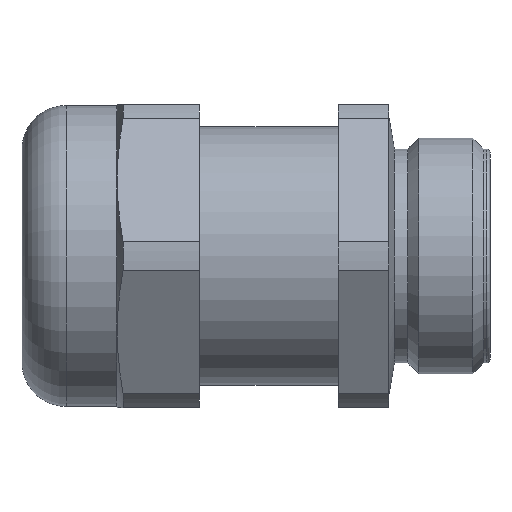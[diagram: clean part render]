
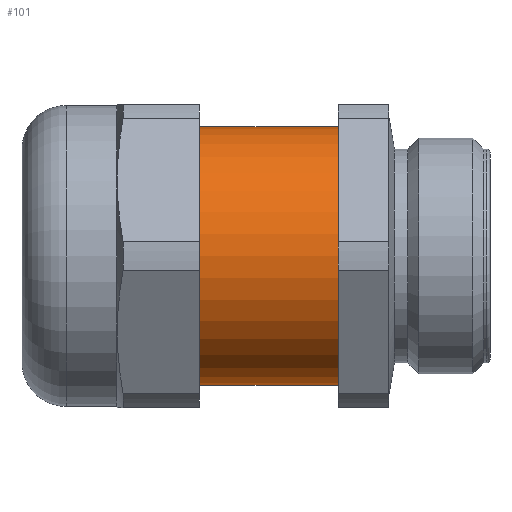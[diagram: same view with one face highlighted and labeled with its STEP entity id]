
A CAD part, front view. The second image highlights one B-rep face of the part: STEP entity #101.
In plain terms, the highlighted cylindrical face has radius 10.2 mm (diameter 20.4 mm), a partial arc.
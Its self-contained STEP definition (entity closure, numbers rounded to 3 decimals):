
#84 = DIRECTION ( 'NONE',  ( 1., 0., 0. ) ) ;
#101 = ADVANCED_FACE ( 'NONE', ( #2271 ), #2178, .T. ) ;
#140 = DIRECTION ( 'NONE',  ( 0., 0., -1. ) ) ;
#167 = EDGE_LOOP ( 'NONE', ( #4144, #1290, #3632, #1571 ) ) ;
#247 = CARTESIAN_POINT ( 'NONE',  ( -12., 0., 10.2 ) ) ;
#348 = LINE ( 'NONE', #1248, #769 ) ;
#537 = EDGE_CURVE ( 'NONE', #2797, #1738, #1759, .T. ) ;
#769 = VECTOR ( 'NONE', #2627, 1000. ) ;
#1066 = VERTEX_POINT ( 'NONE', #3364 ) ;
#1096 = DIRECTION ( 'NONE',  ( 1., 0., 0. ) ) ;
#1248 = CARTESIAN_POINT ( 'NONE',  ( 8.882, 0., 10.2 ) ) ;
#1290 = ORIENTED_EDGE ( 'NONE', *, *, #2261, .T. ) ;
#1406 = AXIS2_PLACEMENT_3D ( 'NONE', #1433, #1096, #2814 ) ;
#1433 = CARTESIAN_POINT ( 'NONE',  ( -25., 0., 0. ) ) ;
#1470 = DIRECTION ( 'NONE',  ( 1., 0., 0. ) ) ;
#1477 = DIRECTION ( 'NONE',  ( 1., 0., 0. ) ) ;
#1496 = CARTESIAN_POINT ( 'NONE',  ( -12., 0., 0. ) ) ;
#1571 = ORIENTED_EDGE ( 'NONE', *, *, #537, .F. ) ;
#1580 = EDGE_CURVE ( 'NONE', #2872, #2797, #348, .T. ) ;
#1738 = VERTEX_POINT ( 'NONE', #4354 ) ;
#1759 = CIRCLE ( 'NONE', #2412, 10.2 ) ;
#1843 = EDGE_CURVE ( 'NONE', #1066, #1738, #3517, .T. ) ;
#1900 = CARTESIAN_POINT ( 'NONE',  ( 8.882, 0., 0. ) ) ;
#2178 = CYLINDRICAL_SURFACE ( 'NONE', #2772, 10.2 ) ;
#2261 = EDGE_CURVE ( 'NONE', #2872, #1066, #2417, .T. ) ;
#2271 = FACE_OUTER_BOUND ( 'NONE', #167, .T. ) ;
#2412 = AXIS2_PLACEMENT_3D ( 'NONE', #1496, #1470, #2598 ) ;
#2417 = CIRCLE ( 'NONE', #1406, 10.2 ) ;
#2598 = DIRECTION ( 'NONE',  ( 0., 0., -1. ) ) ;
#2627 = DIRECTION ( 'NONE',  ( 1., 0., 0. ) ) ;
#2772 = AXIS2_PLACEMENT_3D ( 'NONE', #1900, #1477, #140 ) ;
#2797 = VERTEX_POINT ( 'NONE', #247 ) ;
#2814 = DIRECTION ( 'NONE',  ( 0., 0., -1. ) ) ;
#2872 = VERTEX_POINT ( 'NONE', #3400 ) ;
#3364 = CARTESIAN_POINT ( 'NONE',  ( -25., 0., -10.2 ) ) ;
#3400 = CARTESIAN_POINT ( 'NONE',  ( -25., 0., 10.2 ) ) ;
#3517 = LINE ( 'NONE', #4172, #3783 ) ;
#3632 = ORIENTED_EDGE ( 'NONE', *, *, #1843, .T. ) ;
#3783 = VECTOR ( 'NONE', #84, 1000. ) ;
#4144 = ORIENTED_EDGE ( 'NONE', *, *, #1580, .F. ) ;
#4172 = CARTESIAN_POINT ( 'NONE',  ( 8.882, 0., -10.2 ) ) ;
#4354 = CARTESIAN_POINT ( 'NONE',  ( -12., 0., -10.2 ) ) ;
